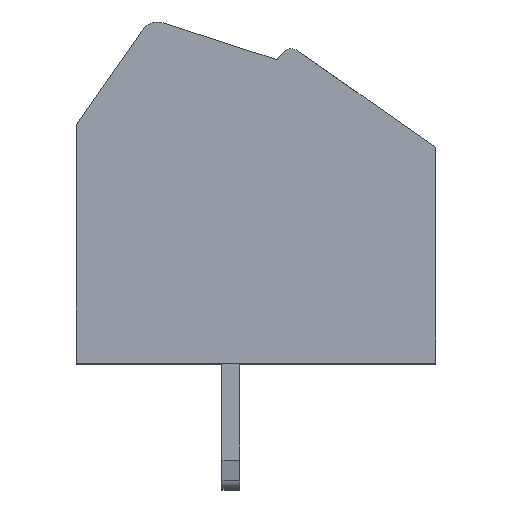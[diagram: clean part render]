
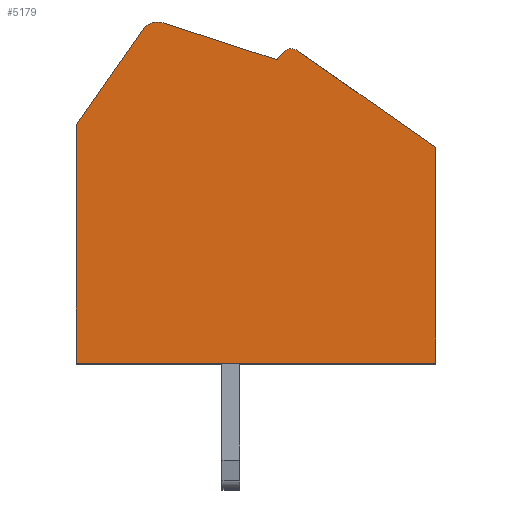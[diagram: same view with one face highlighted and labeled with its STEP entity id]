
A CAD part, top view. The second image highlights one B-rep face of the part: STEP entity #5179.
In plain terms, the highlighted planar face has unit normal (0, 0, 1).
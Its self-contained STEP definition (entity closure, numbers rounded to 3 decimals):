
#483=DIRECTION('',(-0.951,0.309,0.));
#484=VECTOR('',#483,3.333);
#485=CARTESIAN_POINT('',(0.588,3.695,1.75));
#486=LINE('',#485,#484);
#487=DIRECTION('',(-0.638,-0.77,0.));
#488=VECTOR('',#487,0.262);
#489=CARTESIAN_POINT('',(0.755,3.897,1.75));
#490=LINE('',#489,#488);
#491=CARTESIAN_POINT('',(0.986,3.706,1.75));
#492=DIRECTION('',(0.,0.,1.));
#493=DIRECTION('',(0.574,0.819,0.));
#494=AXIS2_PLACEMENT_3D('',#491,#492,#493);
#496=DIRECTION('',(-0.819,0.574,0.));
#497=VECTOR('',#496,4.691);
#498=CARTESIAN_POINT('',(5.,1.261,1.75));
#499=LINE('',#498,#497);
#500=DIRECTION('',(0.,1.,0.));
#501=VECTOR('',#500,6.011);
#502=CARTESIAN_POINT('',(5.,-4.75,1.75));
#503=LINE('',#502,#501);
#504=DIRECTION('',(1.,0.,0.));
#505=VECTOR('',#504,10.);
#506=CARTESIAN_POINT('',(-5.,-4.75,1.75));
#507=LINE('',#506,#505);
#508=DIRECTION('',(0.,-1.,0.));
#509=VECTOR('',#508,6.64);
#510=CARTESIAN_POINT('',(-5.,1.89,1.75));
#511=LINE('',#510,#509);
#512=DIRECTION('',(-0.574,-0.819,0.));
#513=VECTOR('',#512,3.231);
#514=CARTESIAN_POINT('',(-3.147,4.537,1.75));
#515=LINE('',#514,#513);
#516=CARTESIAN_POINT('',(-2.737,4.25,1.75));
#517=DIRECTION('',(0.,0.,1.));
#518=DIRECTION('',(0.309,0.951,0.));
#519=AXIS2_PLACEMENT_3D('',#516,#517,#518);
#3647=CARTESIAN_POINT('',(0.588,3.695,1.75));
#3648=CARTESIAN_POINT('',(-2.583,4.726,1.75));
#3649=VERTEX_POINT('',#3647);
#3650=VERTEX_POINT('',#3648);
#3651=CARTESIAN_POINT('',(-3.147,4.537,1.75));
#3652=VERTEX_POINT('',#3651);
#3653=CARTESIAN_POINT('',(-5.,1.89,1.75));
#3654=VERTEX_POINT('',#3653);
#3655=CARTESIAN_POINT('',(-5.,-4.75,1.75));
#3656=VERTEX_POINT('',#3655);
#3657=CARTESIAN_POINT('',(5.,-4.75,1.75));
#3658=VERTEX_POINT('',#3657);
#3659=CARTESIAN_POINT('',(5.,1.261,1.75));
#3660=VERTEX_POINT('',#3659);
#3661=CARTESIAN_POINT('',(1.158,3.951,1.75));
#3662=VERTEX_POINT('',#3661);
#3663=CARTESIAN_POINT('',(0.755,3.897,1.75));
#3664=VERTEX_POINT('',#3663);
#5163=CARTESIAN_POINT('',(0.,0.,1.75));
#5164=DIRECTION('',(0.,0.,1.));
#5165=DIRECTION('',(1.,0.,0.));
#5166=AXIS2_PLACEMENT_3D('',#5163,#5164,#5165);
#5167=PLANE('',#5166);
#5168=ORIENTED_EDGE('',*,*,#4769,.F.);
#5169=ORIENTED_EDGE('',*,*,#4784,.F.);
#5170=ORIENTED_EDGE('',*,*,#4798,.F.);
#5171=ORIENTED_EDGE('',*,*,#4812,.F.);
#5172=ORIENTED_EDGE('',*,*,#4886,.F.);
#5173=ORIENTED_EDGE('',*,*,#4960,.F.);
#5174=ORIENTED_EDGE('',*,*,#5034,.F.);
#5175=ORIENTED_EDGE('',*,*,#5108,.F.);
#5176=ORIENTED_EDGE('',*,*,#5157,.F.);
#5177=EDGE_LOOP('',(#5168,#5169,#5170,#5171,#5172,#5173,#5174,#5175,#5176));
#5178=FACE_OUTER_BOUND('',#5177,.F.);
#495=CIRCLE('',#494,0.3);
#520=CIRCLE('',#519,0.5);
#4769=EDGE_CURVE('',#3649,#3650,#486,.T.);
#4784=EDGE_CURVE('',#3664,#3649,#490,.T.);
#4798=EDGE_CURVE('',#3662,#3664,#495,.T.);
#4812=EDGE_CURVE('',#3660,#3662,#499,.T.);
#4886=EDGE_CURVE('',#3658,#3660,#503,.T.);
#4960=EDGE_CURVE('',#3656,#3658,#507,.T.);
#5034=EDGE_CURVE('',#3654,#3656,#511,.T.);
#5108=EDGE_CURVE('',#3652,#3654,#515,.T.);
#5157=EDGE_CURVE('',#3650,#3652,#520,.T.);
#5179=ADVANCED_FACE('',(#5178),#5167,.T.);
